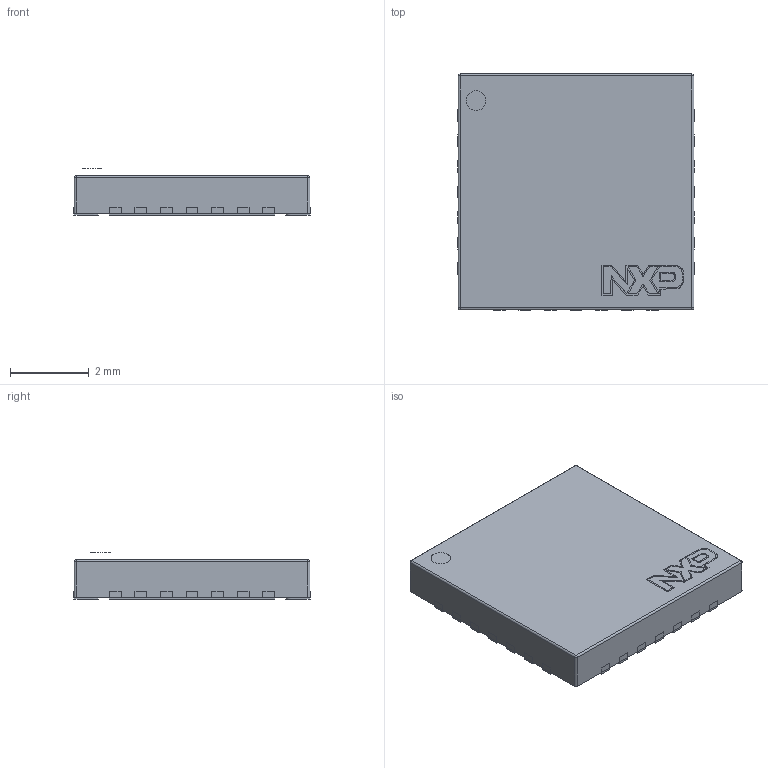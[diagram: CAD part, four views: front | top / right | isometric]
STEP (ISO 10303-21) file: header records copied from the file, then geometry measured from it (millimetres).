
FILE_DESCRIPTION(/* description */ (''),/* implementation_level */ '2;1');
FILE_NAME(/* name */ 'QFN28.stp',/* time_stamp */ '2020-05-27T16:10:18+02:00',/* author */ ('khaled'),/* organization */ (''),/* preprocessor_version */ 'ST-DEVELOPER v17.2',/* originating_system */ 'Autodesk Inventor 2019',/* authorisation */ '');
FILE_SCHEMA (('AUTOMOTIVE_DESIGN { 1 0 10303 214 3 1 1 }'));
Length unit declared in the file: millimetre
Products named in the file (5): MAX17047G+T10; 1; 2; circle; NXP
Assembly tree (4 placements, depth 2):
  MAX17047G+T10
    1
    2
    circle
    NXP
Bounding box: 6.01 x 6.01 x 1.17 mm (x, y, z)
Volume: 38.5 mm3; surface area: 151.8 mm2
Topology: 33 solids, 33 shells, 293 faces, 677 edges, 458 vertices
Faces by surface type: plane 216, cylinder 37, bspline 36, sphere 4
Full cylindrical faces by diameter (mm): 0.5 x1
Entity records: 8583 total; most frequent: CARTESIAN_POINT 1897, ORIENTED_EDGE 1338, DIRECTION 1203, EDGE_CURVE 669, LINE 523, VECTOR 523, VERTEX_POINT 442, AXIS2_PLACEMENT_3D 340
